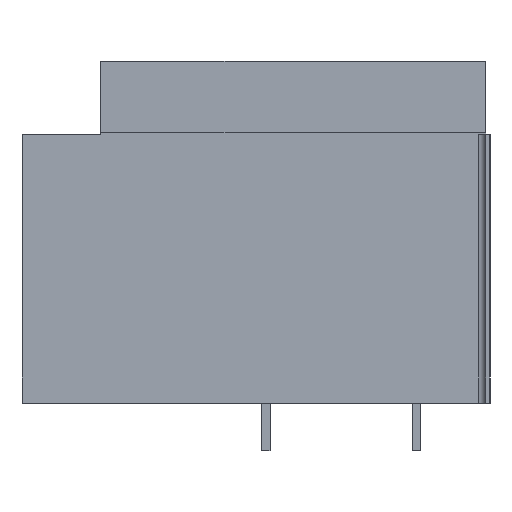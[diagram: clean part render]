
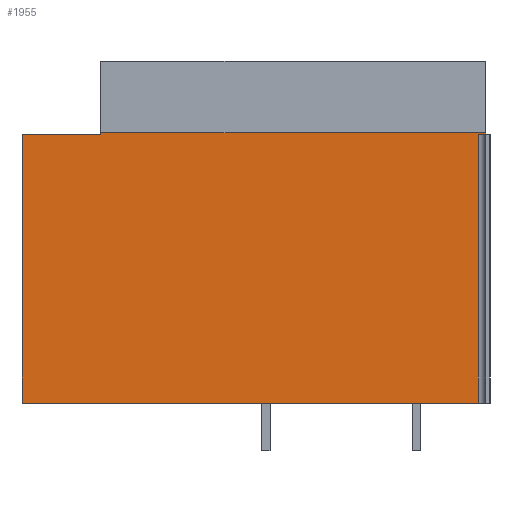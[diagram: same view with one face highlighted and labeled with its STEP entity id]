
A CAD part, left-side view. The second image highlights one B-rep face of the part: STEP entity #1955.
In plain terms, the highlighted planar face has unit normal (-1, 0, 0).
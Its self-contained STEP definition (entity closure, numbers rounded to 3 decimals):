
#216=DIRECTION('',(0.,0.,-1.));
#217=VECTOR('',#216,181.);
#218=CARTESIAN_POINT('',(-143.,8.,66.));
#219=LINE('',#218,#217);
#220=DIRECTION('',(0.,1.,0.));
#221=VECTOR('',#220,259.);
#222=CARTESIAN_POINT('',(-143.,3.,67.));
#223=LINE('',#222,#221);
#224=DIRECTION('',(0.,-1.,0.));
#225=VECTOR('',#224,5.);
#226=CARTESIAN_POINT('',(-143.,8.,66.));
#227=LINE('',#226,#225);
#356=DIRECTION('',(0.,1.,0.));
#357=VECTOR('',#356,307.);
#358=CARTESIAN_POINT('',(-143.,8.,-115.));
#359=LINE('',#358,#357);
#962=DIRECTION('',(0.,0.,-1.));
#963=VECTOR('',#962,1.);
#964=CARTESIAN_POINT('',(-143.,3.,67.));
#965=LINE('',#964,#963);
#986=DIRECTION('',(0.,0.,1.));
#987=VECTOR('',#986,1.);
#988=CARTESIAN_POINT('',(-143.,262.,66.));
#989=LINE('',#988,#987);
#1006=DIRECTION('',(0.,-1.,0.));
#1007=VECTOR('',#1006,53.);
#1008=CARTESIAN_POINT('',(-143.,315.,66.));
#1009=LINE('',#1008,#1007);
#1018=DIRECTION('',(0.,0.,-1.));
#1019=VECTOR('',#1018,181.);
#1020=CARTESIAN_POINT('',(-143.,315.,66.));
#1021=LINE('',#1020,#1019);
#1390=CARTESIAN_POINT('',(-143.,315.,66.));
#1391=CARTESIAN_POINT('',(-143.,315.,-115.));
#1392=VERTEX_POINT('',#1390);
#1393=VERTEX_POINT('',#1391);
#1400=CARTESIAN_POINT('',(-143.,262.,66.));
#1401=VERTEX_POINT('',#1400);
#1558=CARTESIAN_POINT('',(-143.,3.,67.));
#1560=VERTEX_POINT('',#1558);
#1562=CARTESIAN_POINT('',(-143.,262.,67.));
#1564=VERTEX_POINT('',#1562);
#1688=CARTESIAN_POINT('',(-143.,8.,66.));
#1689=CARTESIAN_POINT('',(-143.,8.,-115.));
#1690=VERTEX_POINT('',#1688);
#1691=VERTEX_POINT('',#1689);
#1696=CARTESIAN_POINT('',(-143.,3.,66.));
#1697=VERTEX_POINT('',#1696);
#1934=CARTESIAN_POINT('',(-143.,3.,115.));
#1935=DIRECTION('',(1.,0.,0.));
#1936=DIRECTION('',(0.,1.,0.));
#1937=AXIS2_PLACEMENT_3D('',#1934,#1935,#1936);
#1938=PLANE('',#1937);
#1939=ORIENTED_EDGE('',*,*,#1925,.T.);
#1941=ORIENTED_EDGE('',*,*,#1940,.T.);
#1943=ORIENTED_EDGE('',*,*,#1942,.F.);
#1945=ORIENTED_EDGE('',*,*,#1944,.T.);
#1947=ORIENTED_EDGE('',*,*,#1946,.T.);
#1949=ORIENTED_EDGE('',*,*,#1948,.F.);
#1951=ORIENTED_EDGE('',*,*,#1950,.T.);
#1952=ORIENTED_EDGE('',*,*,#1811,.F.);
#1953=EDGE_LOOP('',(#1939,#1941,#1943,#1945,#1947,#1949,#1951,#1952));
#1954=FACE_OUTER_BOUND('',#1953,.F.);
#1811=EDGE_CURVE('',#1690,#1697,#227,.T.);
#1925=EDGE_CURVE('',#1690,#1691,#219,.T.);
#1940=EDGE_CURVE('',#1691,#1393,#359,.T.);
#1942=EDGE_CURVE('',#1392,#1393,#1021,.T.);
#1944=EDGE_CURVE('',#1392,#1401,#1009,.T.);
#1946=EDGE_CURVE('',#1401,#1564,#989,.T.);
#1948=EDGE_CURVE('',#1560,#1564,#223,.T.);
#1950=EDGE_CURVE('',#1560,#1697,#965,.T.);
#1955=ADVANCED_FACE('',(#1954),#1938,.F.);
